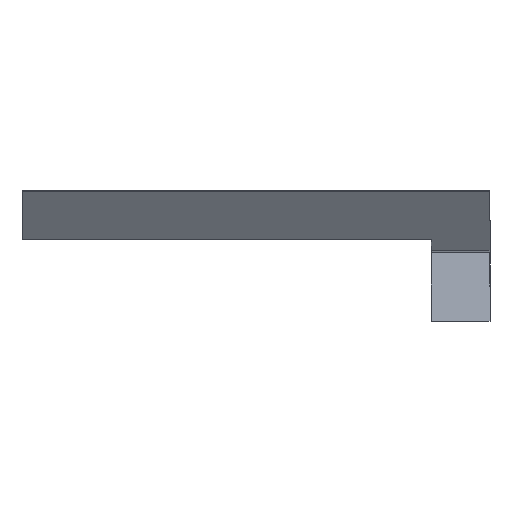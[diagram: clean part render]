
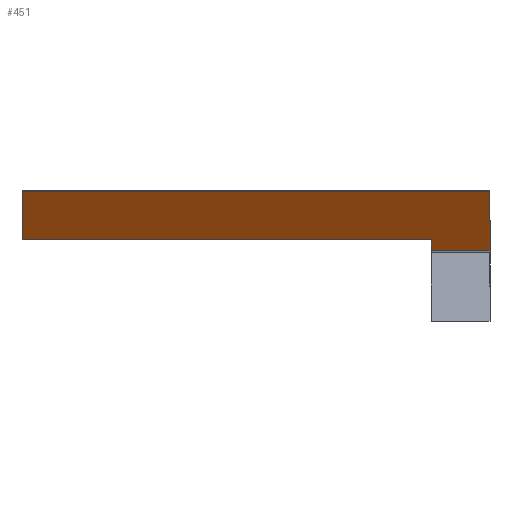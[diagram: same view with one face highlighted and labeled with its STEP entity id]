
A CAD part, front view. The second image highlights one B-rep face of the part: STEP entity #451.
In plain terms, the highlighted planar face has unit normal (0, -0.819, -0.574).
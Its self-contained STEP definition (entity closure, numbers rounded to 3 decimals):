
#6 = DIRECTION ( 'NONE',  ( 0., -0.574, 0.819 ) ) ;
#11 = CARTESIAN_POINT ( 'NONE',  ( 40.227, 83.096, -8.184 ) ) ;
#18 = CARTESIAN_POINT ( 'NONE',  ( 0., 77.464, -0.142 ) ) ;
#20 = VERTEX_POINT ( 'NONE', #11 ) ;
#28 = EDGE_CURVE ( 'NONE', #449, #115, #142, .T. ) ;
#34 = CARTESIAN_POINT ( 'NONE',  ( 40.227, 77.464, -0.142 ) ) ;
#37 = DIRECTION ( 'NONE',  ( 0., -0.574, 0.819 ) ) ;
#66 = CARTESIAN_POINT ( 'NONE',  ( 32.227, 83.096, -8.184 ) ) ;
#75 = VERTEX_POINT ( 'NONE', #66 ) ;
#81 = PLANE ( 'NONE',  #181 ) ;
#99 = DIRECTION ( 'NONE',  ( -1., 0., 0. ) ) ;
#115 = VERTEX_POINT ( 'NONE', #443 ) ;
#138 = EDGE_CURVE ( 'NONE', #75, #449, #392, .T. ) ;
#142 = LINE ( 'NONE', #247, #419 ) ;
#144 = VERTEX_POINT ( 'NONE', #378 ) ;
#155 = ORIENTED_EDGE ( 'NONE', *, *, #28, .F. ) ;
#167 = DIRECTION ( 'NONE',  ( 0., 0.574, -0.819 ) ) ;
#179 = LINE ( 'NONE', #211, #280 ) ;
#181 = AXIS2_PLACEMENT_3D ( 'NONE', #361, #274, #37 ) ;
#183 = FACE_OUTER_BOUND ( 'NONE', #232, .T. ) ;
#192 = EDGE_CURVE ( 'NONE', #115, #144, #346, .T. ) ;
#199 = VERTEX_POINT ( 'NONE', #34 ) ;
#211 = CARTESIAN_POINT ( 'NONE',  ( 40.227, 51.913, 36.35 ) ) ;
#219 = ORIENTED_EDGE ( 'NONE', *, *, #138, .F. ) ;
#221 = DIRECTION ( 'NONE',  ( 0., -0.574, 0.819 ) ) ;
#225 = CARTESIAN_POINT ( 'NONE',  ( -23.5, 51.913, 36.35 ) ) ;
#231 = ORIENTED_EDGE ( 'NONE', *, *, #366, .F. ) ;
#232 = EDGE_LOOP ( 'NONE', ( #231, #292, #416, #248, #155, #219 ) ) ;
#247 = CARTESIAN_POINT ( 'NONE',  ( 0., 82.053, -6.695 ) ) ;
#248 = ORIENTED_EDGE ( 'NONE', *, *, #192, .F. ) ;
#257 = CARTESIAN_POINT ( 'NONE',  ( 32.227, 82.053, -6.695 ) ) ;
#260 = CARTESIAN_POINT ( 'NONE',  ( 32.227, 51.913, 36.35 ) ) ;
#270 = VECTOR ( 'NONE', #395, 1000. ) ;
#274 = DIRECTION ( 'NONE',  ( 0., 0.819, 0.574 ) ) ;
#280 = VECTOR ( 'NONE', #167, 1000. ) ;
#292 = ORIENTED_EDGE ( 'NONE', *, *, #327, .F. ) ;
#299 = DIRECTION ( 'NONE',  ( 1., 0., 0. ) ) ;
#326 = VECTOR ( 'NONE', #6, 1000. ) ;
#327 = EDGE_CURVE ( 'NONE', #199, #20, #179, .T. ) ;
#346 = LINE ( 'NONE', #225, #326 ) ;
#353 = VECTOR ( 'NONE', #299, 1000. ) ;
#358 = EDGE_CURVE ( 'NONE', #144, #199, #450, .T. ) ;
#361 = CARTESIAN_POINT ( 'NONE',  ( 0., 51.913, 36.35 ) ) ;
#366 = EDGE_CURVE ( 'NONE', #20, #75, #370, .T. ) ;
#370 = LINE ( 'NONE', #412, #270 ) ;
#378 = CARTESIAN_POINT ( 'NONE',  ( -23.5, 77.464, -0.142 ) ) ;
#392 = LINE ( 'NONE', #260, #429 ) ;
#395 = DIRECTION ( 'NONE',  ( -1., 0., 0. ) ) ;
#412 = CARTESIAN_POINT ( 'NONE',  ( 0., 83.096, -8.184 ) ) ;
#416 = ORIENTED_EDGE ( 'NONE', *, *, #358, .F. ) ;
#419 = VECTOR ( 'NONE', #99, 1000. ) ;
#429 = VECTOR ( 'NONE', #221, 1000. ) ;
#443 = CARTESIAN_POINT ( 'NONE',  ( -23.5, 82.053, -6.695 ) ) ;
#449 = VERTEX_POINT ( 'NONE', #257 ) ;
#450 = LINE ( 'NONE', #18, #353 ) ;
#451 = ADVANCED_FACE ( 'NONE', ( #183 ), #81, .F. ) ;
